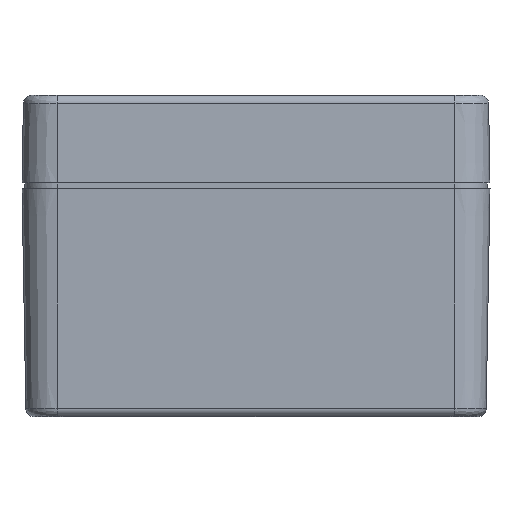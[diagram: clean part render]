
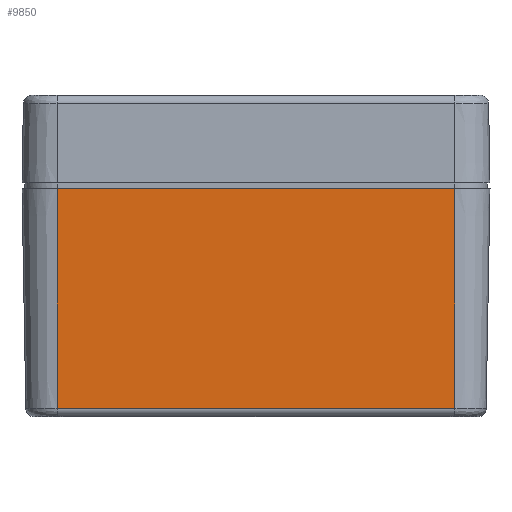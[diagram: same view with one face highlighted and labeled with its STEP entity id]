
A CAD part, front view. The second image highlights one B-rep face of the part: STEP entity #9850.
In plain terms, the highlighted planar face has unit normal (0, -1, -0.018).
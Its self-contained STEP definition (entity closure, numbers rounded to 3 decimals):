
#296 = VERTEX_POINT ( 'NONE', #14493 ) ;
#809 = ORIENTED_EDGE ( 'NONE', *, *, #21271, .T. ) ;
#985 = EDGE_CURVE ( 'NONE', #296, #23825, #21308, .T. ) ;
#1866 = VECTOR ( 'NONE', #5566, 1000. ) ;
#1986 = VECTOR ( 'NONE', #23409, 1000. ) ;
#3041 = VECTOR ( 'NONE', #20481, 1000. ) ;
#5566 = DIRECTION ( 'NONE',  ( 0., 0.017, -1. ) ) ;
#6195 = VECTOR ( 'NONE', #22848, 1000. ) ;
#6264 = DIRECTION ( 'NONE',  ( 0., -1., -0.017 ) ) ;
#7277 = CARTESIAN_POINT ( 'NONE',  ( 578.603, -370.162, -1.226 ) ) ;
#7413 = CARTESIAN_POINT ( 'NONE',  ( 578.603, -370.817, 36.3 ) ) ;
#8306 = FACE_OUTER_BOUND ( 'NONE', #18535, .T. ) ;
#8317 = VERTEX_POINT ( 'NONE', #14204 ) ;
#9306 = CARTESIAN_POINT ( 'NONE',  ( 646.603, -370.817, 36.3 ) ) ;
#9587 = EDGE_CURVE ( 'NONE', #296, #8317, #12978, .T. ) ;
#9850 = ADVANCED_FACE ( 'NONE', ( #8306 ), #17454, .T. ) ;
#11487 = ORIENTED_EDGE ( 'NONE', *, *, #18955, .T. ) ;
#11671 = CARTESIAN_POINT ( 'NONE',  ( 612.603, -370.817, 36.3 ) ) ;
#12978 = LINE ( 'NONE', #9306, #3041 ) ;
#14067 = ORIENTED_EDGE ( 'NONE', *, *, #985, .F. ) ;
#14204 = CARTESIAN_POINT ( 'NONE',  ( 646.603, -370.817, 36.3 ) ) ;
#14390 = LINE ( 'NONE', #11671, #6195 ) ;
#14463 = VERTEX_POINT ( 'NONE', #7413 ) ;
#14493 = CARTESIAN_POINT ( 'NONE',  ( 646.603, -370.162, -1.226 ) ) ;
#15980 = CARTESIAN_POINT ( 'NONE',  ( 612.603, -370.162, -1.226 ) ) ;
#16444 = AXIS2_PLACEMENT_3D ( 'NONE', #21142, #6264, #19317 ) ;
#16616 = ORIENTED_EDGE ( 'NONE', *, *, #9587, .T. ) ;
#16786 = LINE ( 'NONE', #21606, #1866 ) ;
#17454 = PLANE ( 'NONE',  #16444 ) ;
#18535 = EDGE_LOOP ( 'NONE', ( #14067, #16616, #809, #11487 ) ) ;
#18955 = EDGE_CURVE ( 'NONE', #14463, #23825, #16786, .T. ) ;
#19317 = DIRECTION ( 'NONE',  ( 0., 0.017, -1. ) ) ;
#20481 = DIRECTION ( 'NONE',  ( 0., -0.017, 1. ) ) ;
#21142 = CARTESIAN_POINT ( 'NONE',  ( 612.603, -370.817, 36.3 ) ) ;
#21271 = EDGE_CURVE ( 'NONE', #8317, #14463, #14390, .T. ) ;
#21308 = LINE ( 'NONE', #15980, #1986 ) ;
#21606 = CARTESIAN_POINT ( 'NONE',  ( 578.603, -370.817, 36.3 ) ) ;
#22848 = DIRECTION ( 'NONE',  ( -1., 0., 0. ) ) ;
#23409 = DIRECTION ( 'NONE',  ( -1., 0., 0. ) ) ;
#23825 = VERTEX_POINT ( 'NONE', #7277 ) ;
